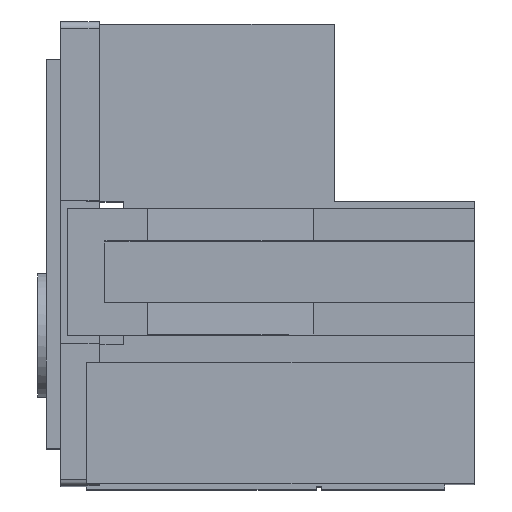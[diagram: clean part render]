
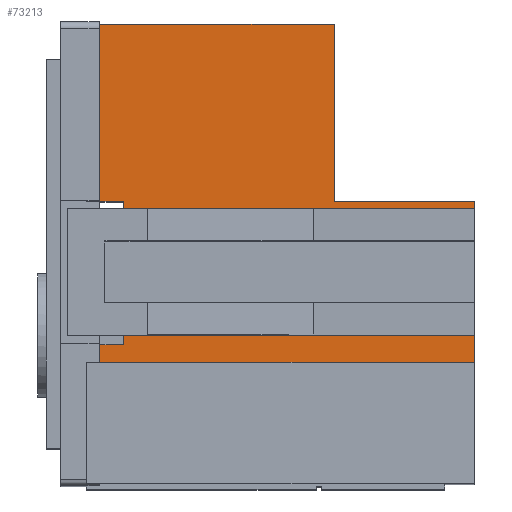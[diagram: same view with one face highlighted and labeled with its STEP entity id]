
A CAD part, top view. The second image highlights one B-rep face of the part: STEP entity #73213.
In plain terms, the highlighted planar face has unit normal (0, 0, 1).
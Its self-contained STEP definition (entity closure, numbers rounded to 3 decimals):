
#1121 = VERTEX_POINT ( 'NONE', #66271 ) ;
#1461 = VERTEX_POINT ( 'NONE', #49679 ) ;
#2008 = LINE ( 'NONE', #64623, #15609 ) ;
#2454 = EDGE_CURVE ( 'NONE', #68959, #32595, #55390, .T. ) ;
#3057 = VECTOR ( 'NONE', #60136, 1000. ) ;
#3280 = EDGE_CURVE ( 'NONE', #34770, #65405, #55811, .T. ) ;
#3795 = CARTESIAN_POINT ( 'NONE',  ( 0., 5.75, 31.325 ) ) ;
#3810 = VERTEX_POINT ( 'NONE', #46346 ) ;
#4068 = DIRECTION ( 'NONE',  ( 1., 0., 0. ) ) ;
#4749 = VECTOR ( 'NONE', #74176, 1000. ) ;
#5232 = ORIENTED_EDGE ( 'NONE', *, *, #76623, .F. ) ;
#5251 = LINE ( 'NONE', #23589, #7122 ) ;
#5489 = CARTESIAN_POINT ( 'NONE',  ( 15.07, 13.05, 31.325 ) ) ;
#7122 = VECTOR ( 'NONE', #4068, 1000. ) ;
#8340 = VECTOR ( 'NONE', #52460, 1000. ) ;
#10535 = CARTESIAN_POINT ( 'NONE',  ( 0., 6.6, 31.325 ) ) ;
#10536 = CARTESIAN_POINT ( 'NONE',  ( 18.4, 13.05, 31.325 ) ) ;
#11094 = LINE ( 'NONE', #48478, #64780 ) ;
#11109 = ORIENTED_EDGE ( 'NONE', *, *, #61839, .F. ) ;
#12098 = CARTESIAN_POINT ( 'NONE',  ( 0., 13.4, 31.325 ) ) ;
#12130 = LINE ( 'NONE', #67037, #27785 ) ;
#15609 = VECTOR ( 'NONE', #58896, 1000. ) ;
#16200 = ORIENTED_EDGE ( 'NONE', *, *, #36074, .T. ) ;
#17122 = VECTOR ( 'NONE', #50099, 1000. ) ;
#17196 = VECTOR ( 'NONE', #43629, 1000. ) ;
#17781 = CARTESIAN_POINT ( 'NONE',  ( 1.75, 13.4, 31.325 ) ) ;
#18554 = EDGE_CURVE ( 'NONE', #47920, #52310, #2008, .T. ) ;
#19293 = PLANE ( 'NONE',  #77176 ) ;
#21218 = LINE ( 'NONE', #49394, #4749 ) ;
#21325 = EDGE_CURVE ( 'NONE', #1121, #3810, #43998, .T. ) ;
#21825 = CARTESIAN_POINT ( 'NONE',  ( 18.4, 7.05, 31.325 ) ) ;
#23143 = DIRECTION ( 'NONE',  ( -1., 0., 0. ) ) ;
#23589 = CARTESIAN_POINT ( 'NONE',  ( 0., 21.8, 31.325 ) ) ;
#24586 = DIRECTION ( 'NONE',  ( 0., 0., -1. ) ) ;
#25321 = CARTESIAN_POINT ( 'NONE',  ( 18.4, 13.4, 31.325 ) ) ;
#26288 = ORIENTED_EDGE ( 'NONE', *, *, #41310, .T. ) ;
#27474 = VERTEX_POINT ( 'NONE', #27564 ) ;
#27564 = CARTESIAN_POINT ( 'NONE',  ( 18.4, 13.05, 31.325 ) ) ;
#27785 = VECTOR ( 'NONE', #23143, 1000. ) ;
#29792 = DIRECTION ( 'NONE',  ( 0., -1., 0. ) ) ;
#30585 = VECTOR ( 'NONE', #75134, 1000. ) ;
#30615 = CARTESIAN_POINT ( 'NONE',  ( 15.07, 7.05, 31.325 ) ) ;
#31257 = CARTESIAN_POINT ( 'NONE',  ( 15.07, 7.05, 31.325 ) ) ;
#32595 = VERTEX_POINT ( 'NONE', #5489 ) ;
#34492 = ORIENTED_EDGE ( 'NONE', *, *, #18554, .F. ) ;
#34505 = LINE ( 'NONE', #59681, #62222 ) ;
#34770 = VERTEX_POINT ( 'NONE', #12098 ) ;
#35660 = ORIENTED_EDGE ( 'NONE', *, *, #71405, .T. ) ;
#36074 = EDGE_CURVE ( 'NONE', #32595, #27474, #41448, .T. ) ;
#36692 = EDGE_CURVE ( 'NONE', #75343, #44437, #41162, .T. ) ;
#37191 = FACE_OUTER_BOUND ( 'NONE', #73215, .T. ) ;
#40065 = VECTOR ( 'NONE', #49055, 1000. ) ;
#40389 = VERTEX_POINT ( 'NONE', #48576 ) ;
#40737 = EDGE_CURVE ( 'NONE', #1461, #1121, #11094, .T. ) ;
#41162 = LINE ( 'NONE', #76930, #65474 ) ;
#41310 = EDGE_CURVE ( 'NONE', #27474, #3810, #34505, .T. ) ;
#41448 = LINE ( 'NONE', #10536, #3057 ) ;
#43629 = DIRECTION ( 'NONE',  ( 0., 1., 0. ) ) ;
#43998 = LINE ( 'NONE', #25321, #17122 ) ;
#44437 = VERTEX_POINT ( 'NONE', #21825 ) ;
#44964 = VECTOR ( 'NONE', #49697, 1000. ) ;
#45167 = LINE ( 'NONE', #45576, #8340 ) ;
#45425 = VERTEX_POINT ( 'NONE', #46138 ) ;
#45576 = CARTESIAN_POINT ( 'NONE',  ( 1.75, 13.4, 31.325 ) ) ;
#46138 = CARTESIAN_POINT ( 'NONE',  ( 1.75, 13.4, 31.325 ) ) ;
#46346 = CARTESIAN_POINT ( 'NONE',  ( 18.4, 13.4, 31.325 ) ) ;
#46379 = ORIENTED_EDGE ( 'NONE', *, *, #76530, .F. ) ;
#46891 = ORIENTED_EDGE ( 'NONE', *, *, #40737, .F. ) ;
#46961 = EDGE_CURVE ( 'NONE', #47920, #75343, #21218, .T. ) ;
#47920 = VERTEX_POINT ( 'NONE', #3795 ) ;
#48478 = CARTESIAN_POINT ( 'NONE',  ( 11.75, 13.4, 31.325 ) ) ;
#48576 = CARTESIAN_POINT ( 'NONE',  ( 1.75, 6.6, 31.325 ) ) ;
#48578 = CARTESIAN_POINT ( 'NONE',  ( 0., 21.8, 31.325 ) ) ;
#48778 = ORIENTED_EDGE ( 'NONE', *, *, #3280, .F. ) ;
#49055 = DIRECTION ( 'NONE',  ( 0., 1., 0. ) ) ;
#49394 = CARTESIAN_POINT ( 'NONE',  ( 0., 5.75, 31.325 ) ) ;
#49679 = CARTESIAN_POINT ( 'NONE',  ( 11.75, 21.8, 31.325 ) ) ;
#49697 = DIRECTION ( 'NONE',  ( 0., 1., 0. ) ) ;
#50099 = DIRECTION ( 'NONE',  ( 1., 0., 0. ) ) ;
#52310 = VERTEX_POINT ( 'NONE', #10535 ) ;
#52460 = DIRECTION ( 'NONE',  ( -1., 0., 0. ) ) ;
#53323 = EDGE_CURVE ( 'NONE', #68959, #44437, #55627, .T. ) ;
#54357 = LINE ( 'NONE', #17781, #40065 ) ;
#55390 = LINE ( 'NONE', #30615, #44964 ) ;
#55627 = LINE ( 'NONE', #31257, #30585 ) ;
#55811 = LINE ( 'NONE', #68818, #17196 ) ;
#56657 = CARTESIAN_POINT ( 'NONE',  ( 18.4, 5.75, 31.325 ) ) ;
#57872 = CARTESIAN_POINT ( 'NONE',  ( 15.07, 7.05, 31.325 ) ) ;
#58896 = DIRECTION ( 'NONE',  ( 0., 1., 0. ) ) ;
#59280 = DIRECTION ( 'NONE',  ( 0., 1., 0. ) ) ;
#59681 = CARTESIAN_POINT ( 'NONE',  ( 18.4, 13.05, 31.325 ) ) ;
#59765 = ORIENTED_EDGE ( 'NONE', *, *, #53323, .F. ) ;
#60136 = DIRECTION ( 'NONE',  ( 1., 0., 0. ) ) ;
#61839 = EDGE_CURVE ( 'NONE', #40389, #45425, #54357, .T. ) ;
#62222 = VECTOR ( 'NONE', #59280, 1000. ) ;
#62396 = ORIENTED_EDGE ( 'NONE', *, *, #21325, .F. ) ;
#63211 = ORIENTED_EDGE ( 'NONE', *, *, #2454, .T. ) ;
#64623 = CARTESIAN_POINT ( 'NONE',  ( 0., 21.8, 31.325 ) ) ;
#64780 = VECTOR ( 'NONE', #29792, 1000. ) ;
#65150 = DIRECTION ( 'NONE',  ( 0., 1., 0. ) ) ;
#65405 = VERTEX_POINT ( 'NONE', #75346 ) ;
#65474 = VECTOR ( 'NONE', #65150, 1000. ) ;
#66271 = CARTESIAN_POINT ( 'NONE',  ( 11.75, 13.4, 31.325 ) ) ;
#67037 = CARTESIAN_POINT ( 'NONE',  ( 1.75, 6.6, 31.325 ) ) ;
#68818 = CARTESIAN_POINT ( 'NONE',  ( 0., 21.8, 31.325 ) ) ;
#68959 = VERTEX_POINT ( 'NONE', #57872 ) ;
#71125 = ORIENTED_EDGE ( 'NONE', *, *, #46961, .T. ) ;
#71242 = ORIENTED_EDGE ( 'NONE', *, *, #36692, .T. ) ;
#71405 = EDGE_CURVE ( 'NONE', #40389, #52310, #12130, .T. ) ;
#73213 = ADVANCED_FACE ( 'NONE', ( #37191 ), #19293, .F. ) ;
#73215 = EDGE_LOOP ( 'NONE', ( #48778, #46379, #11109, #35660, #34492, #71125, #71242, #59765, #63211, #16200, #26288, #62396, #46891, #5232 ) ) ;
#73760 = DIRECTION ( 'NONE',  ( -1., 0., 0. ) ) ;
#74176 = DIRECTION ( 'NONE',  ( 1., 0., 0. ) ) ;
#75134 = DIRECTION ( 'NONE',  ( 1., 0., 0. ) ) ;
#75343 = VERTEX_POINT ( 'NONE', #56657 ) ;
#75346 = CARTESIAN_POINT ( 'NONE',  ( 0., 21.8, 31.325 ) ) ;
#76530 = EDGE_CURVE ( 'NONE', #45425, #34770, #45167, .T. ) ;
#76623 = EDGE_CURVE ( 'NONE', #65405, #1461, #5251, .T. ) ;
#76930 = CARTESIAN_POINT ( 'NONE',  ( 18.4, 21.8, 31.325 ) ) ;
#77176 = AXIS2_PLACEMENT_3D ( 'NONE', #48578, #24586, #73760 ) ;
